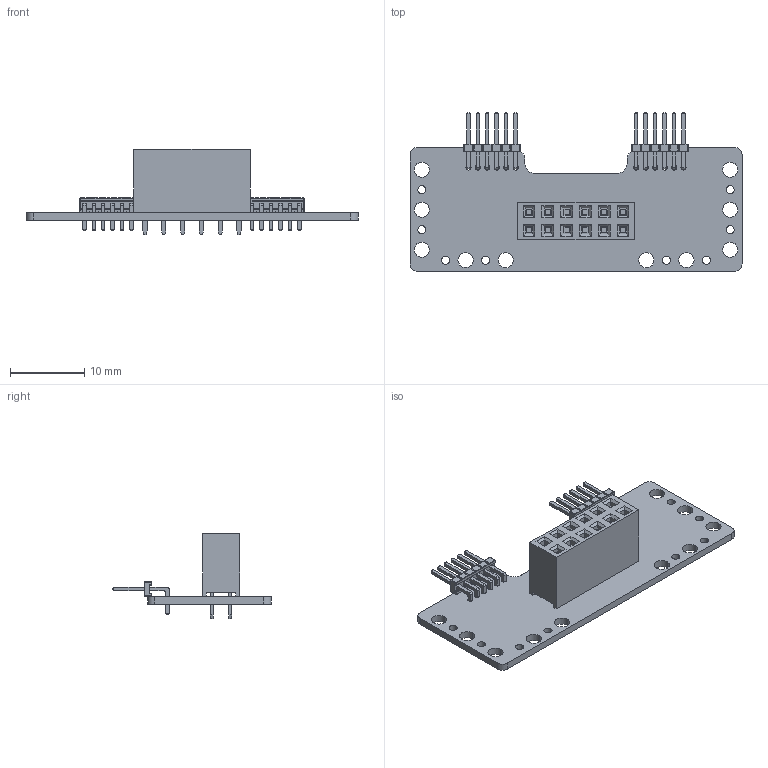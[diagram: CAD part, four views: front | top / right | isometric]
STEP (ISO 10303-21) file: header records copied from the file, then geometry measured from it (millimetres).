
FILE_DESCRIPTION (( 'STEP AP214' ), '1' );
FILE_NAME ('BackBreakoutStep_RevB.STEP', '2026-01-21T23:28:25', ( '' ), ( '' ), 'SwSTEP 2.0', 'SolidWorks 2026', '' );
FILE_SCHEMA (( 'AUTOMOTIVE_DESIGN' ));
Length unit declared in the file: millimetre
Products named in the file (1): BackBreakoutStep_RevB
Bounding box: 44.8 x 21.4 x 11.5 mm (x, y, z)
Volume: 1284.5 mm3; surface area: 3268.7 mm2
Topology: 4 solids, 4 shells, 966 faces, 2502 edges, 1596 vertices
Faces by surface type: plane 602, cylinder 252, bspline 96, sphere 8, torus 8
Entity records: 39758 total; most frequent: CARTESIAN_POINT 11153, ORIENTED_EDGE 4988, DIRECTION 4012, EDGE_CURVE 2494, LINE 1694, VECTOR 1694, VERTEX_POINT 1596, AXIS2_PLACEMENT_3D 1159
